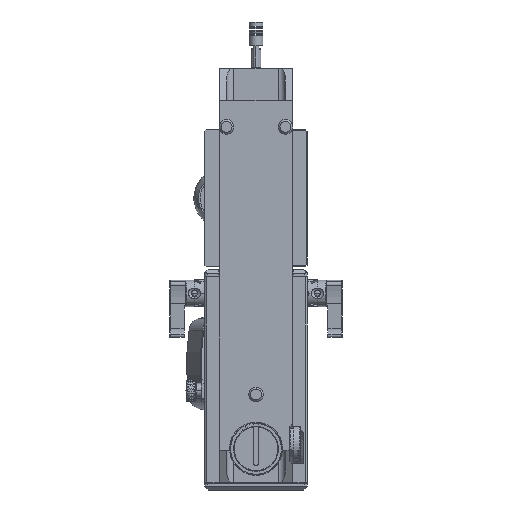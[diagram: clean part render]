
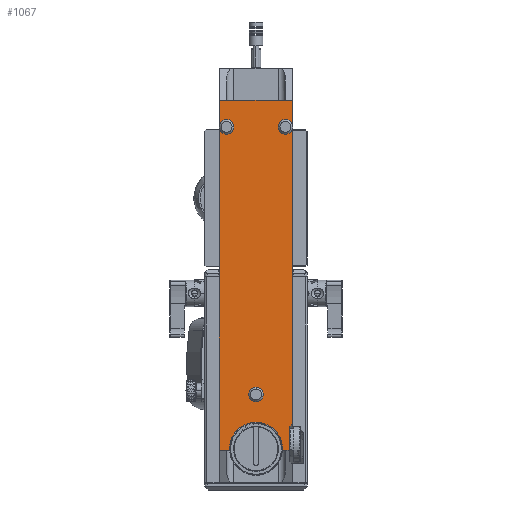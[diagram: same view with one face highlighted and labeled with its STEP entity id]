
A CAD part, front view. The second image highlights one B-rep face of the part: STEP entity #1067.
In plain terms, the highlighted planar face has unit normal (0, -1, 0).
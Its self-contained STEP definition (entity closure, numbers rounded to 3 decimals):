
#13=DIRECTION('',(0.,0.,-1.));
#14=VECTOR('',#13,238.);
#15=CARTESIAN_POINT('',(-25.,-68.,66.));
#16=LINE('',#15,#14);
#160=DIRECTION('',(0.,0.,-1.));
#161=VECTOR('',#160,219.75);
#162=CARTESIAN_POINT('',(25.,-68.,66.));
#163=LINE('',#162,#161);
#319=DIRECTION('',(0.707,0.,0.707));
#320=VECTOR('',#319,2.828);
#321=CARTESIAN_POINT('',(23.,-68.,-155.75));
#322=LINE('',#321,#320);
#323=DIRECTION('',(-1.,0.,0.));
#324=VECTOR('',#323,0.3);
#325=CARTESIAN_POINT('',(23.,-68.,-155.75));
#326=LINE('',#325,#324);
#327=DIRECTION('',(0.,0.,1.));
#328=VECTOR('',#327,16.25);
#329=CARTESIAN_POINT('',(22.7,-68.,-172.));
#330=LINE('',#329,#328);
#331=DIRECTION('',(-1.,0.,0.));
#332=VECTOR('',#331,2.7);
#333=CARTESIAN_POINT('',(22.7,-68.,-172.));
#334=LINE('',#333,#332);
#335=DIRECTION('',(-1.,0.,0.));
#336=VECTOR('',#335,2.028);
#337=CARTESIAN_POINT('',(20.,-68.,-172.));
#338=LINE('',#337,#336);
#339=CARTESIAN_POINT('',(0.,-68.,-171.));
#340=DIRECTION('',(0.,1.,0.));
#341=DIRECTION('',(0.,0.,1.));
#342=AXIS2_PLACEMENT_3D('',#339,#340,#341);
#344=CARTESIAN_POINT('',(0.,-68.,-171.));
#345=DIRECTION('',(0.,1.,0.));
#346=DIRECTION('',(-0.998,0.,-0.056));
#347=AXIS2_PLACEMENT_3D('',#344,#345,#346);
#349=DIRECTION('',(-1.,0.,0.));
#350=VECTOR('',#349,2.028);
#351=CARTESIAN_POINT('',(-17.972,-68.,-172.));
#352=LINE('',#351,#350);
#353=DIRECTION('',(-1.,0.,0.));
#354=VECTOR('',#353,5.);
#355=CARTESIAN_POINT('',(-20.,-68.,-172.));
#356=LINE('',#355,#354);
#357=DIRECTION('',(-1.,0.,0.));
#358=VECTOR('',#357,5.);
#359=CARTESIAN_POINT('',(-20.,-68.,66.));
#360=LINE('',#359,#358);
#361=DIRECTION('',(1.,0.,0.));
#362=VECTOR('',#361,40.);
#363=CARTESIAN_POINT('',(-20.,-68.,66.));
#364=LINE('',#363,#362);
#365=DIRECTION('',(-1.,0.,0.));
#366=VECTOR('',#365,5.);
#367=CARTESIAN_POINT('',(25.,-68.,66.));
#368=LINE('',#367,#366);
#593=CARTESIAN_POINT('',(-25.,-68.,66.));
#595=VERTEX_POINT('',#593);
#598=CARTESIAN_POINT('',(25.,-68.,66.));
#600=VERTEX_POINT('',#598);
#602=CARTESIAN_POINT('',(-25.,-68.,-172.));
#604=VERTEX_POINT('',#602);
#636=CARTESIAN_POINT('',(-20.,-68.,66.));
#637=VERTEX_POINT('',#636);
#638=CARTESIAN_POINT('',(20.,-68.,66.));
#639=VERTEX_POINT('',#638);
#641=CARTESIAN_POINT('',(20.,-68.,-172.));
#643=VERTEX_POINT('',#641);
#644=CARTESIAN_POINT('',(-20.,-68.,-172.));
#646=VERTEX_POINT('',#644);
#658=CARTESIAN_POINT('',(-17.972,-68.,-172.));
#659=CARTESIAN_POINT('',(0.,-68.,-153.));
#660=VERTEX_POINT('',#658);
#661=VERTEX_POINT('',#659);
#662=CARTESIAN_POINT('',(17.972,-68.,-172.));
#663=VERTEX_POINT('',#662);
#717=CARTESIAN_POINT('',(22.7,-68.,-172.));
#718=CARTESIAN_POINT('',(22.7,-68.,-155.75));
#719=VERTEX_POINT('',#717);
#720=VERTEX_POINT('',#718);
#735=CARTESIAN_POINT('',(23.,-68.,-155.75));
#737=VERTEX_POINT('',#735);
#739=CARTESIAN_POINT('',(25.,-68.,-153.75));
#740=VERTEX_POINT('',#739);
#1040=CARTESIAN_POINT('',(-25.,-68.,88.));
#1041=DIRECTION('',(0.,-1.,0.));
#1042=DIRECTION('',(0.,0.,-1.));
#1043=AXIS2_PLACEMENT_3D('',#1040,#1041,#1042);
#1044=PLANE('',#1043);
#1046=ORIENTED_EDGE('',*,*,#1045,.F.);
#1048=ORIENTED_EDGE('',*,*,#1047,.T.);
#1050=ORIENTED_EDGE('',*,*,#1049,.F.);
#1051=ORIENTED_EDGE('',*,*,#943,.T.);
#1052=ORIENTED_EDGE('',*,*,#987,.T.);
#1053=ORIENTED_EDGE('',*,*,#1027,.F.);
#1054=ORIENTED_EDGE('',*,*,#1010,.F.);
#1055=ORIENTED_EDGE('',*,*,#975,.T.);
#1056=ORIENTED_EDGE('',*,*,#925,.T.);
#1057=ORIENTED_EDGE('',*,*,#754,.F.);
#1059=ORIENTED_EDGE('',*,*,#1058,.F.);
#1061=ORIENTED_EDGE('',*,*,#1060,.T.);
#1063=ORIENTED_EDGE('',*,*,#1062,.F.);
#1064=ORIENTED_EDGE('',*,*,#879,.T.);
#1065=EDGE_LOOP('',(#1046,#1048,#1050,#1051,#1052,#1053,#1054,#1055,#1056,#1057,
#1059,#1061,#1063,#1064));
#1066=FACE_OUTER_BOUND('',#1065,.F.);
#1067=ADVANCED_FACE('',(#1066),#1044,.T.);
#343=CIRCLE('',#342,18.);
#348=CIRCLE('',#347,18.);
#754=EDGE_CURVE('',#595,#604,#16,.T.);
#879=EDGE_CURVE('',#600,#740,#163,.T.);
#925=EDGE_CURVE('',#646,#604,#356,.T.);
#943=EDGE_CURVE('',#719,#643,#334,.T.);
#975=EDGE_CURVE('',#660,#646,#352,.T.);
#987=EDGE_CURVE('',#643,#663,#338,.T.);
#1010=EDGE_CURVE('',#660,#661,#348,.T.);
#1027=EDGE_CURVE('',#661,#663,#343,.T.);
#1045=EDGE_CURVE('',#737,#740,#322,.T.);
#1047=EDGE_CURVE('',#737,#720,#326,.T.);
#1049=EDGE_CURVE('',#719,#720,#330,.T.);
#1058=EDGE_CURVE('',#637,#595,#360,.T.);
#1060=EDGE_CURVE('',#637,#639,#364,.T.);
#1062=EDGE_CURVE('',#600,#639,#368,.T.);
